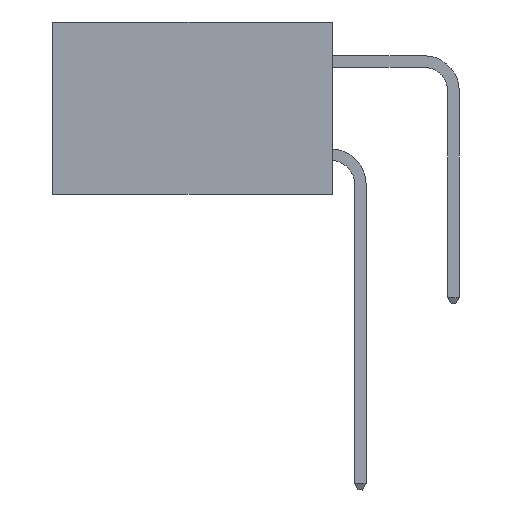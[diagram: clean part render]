
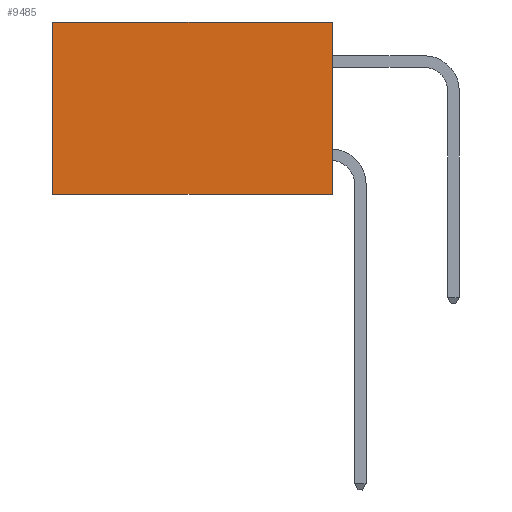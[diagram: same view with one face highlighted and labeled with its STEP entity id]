
A CAD part, left-side view. The second image highlights one B-rep face of the part: STEP entity #9485.
In plain terms, the highlighted planar face has unit normal (-1, 0, 0).
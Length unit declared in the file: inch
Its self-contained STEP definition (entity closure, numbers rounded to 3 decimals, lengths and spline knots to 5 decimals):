
#626 = VECTOR ( 'NONE', #18250, 39.37008 ) ;
#1128 = VECTOR ( 'NONE', #19483, 39.37008 ) ;
#2142 = CARTESIAN_POINT ( 'NONE',  ( 0.2615, 0., -0.37 ) ) ;
#2408 = EDGE_CURVE ( 'NONE', #7289, #12222, #24842, .T. ) ;
#2576 = AXIS2_PLACEMENT_3D ( 'NONE', #16338, #2997, #14241 ) ;
#2997 = DIRECTION ( 'NONE',  ( 1., 0., 0. ) ) ;
#3942 = EDGE_CURVE ( 'NONE', #22872, #12222, #15781, .T. ) ;
#4480 = PLANE ( 'NONE',  #2576 ) ;
#6491 = LINE ( 'NONE', #2142, #11499 ) ;
#7289 = VERTEX_POINT ( 'NONE', #18489 ) ;
#9485 = ADVANCED_FACE ( 'NONE', ( #14369 ), #4480, .F. ) ;
#10654 = CARTESIAN_POINT ( 'NONE',  ( 0.2615, 0.6, -0.37 ) ) ;
#11499 = VECTOR ( 'NONE', #22409, 39.37008 ) ;
#11814 = CARTESIAN_POINT ( 'NONE',  ( 0.2615, 0., -0.37 ) ) ;
#12222 = VERTEX_POINT ( 'NONE', #10654 ) ;
#13746 = CARTESIAN_POINT ( 'NONE',  ( 0.2615, 0., 0. ) ) ;
#13945 = ORIENTED_EDGE ( 'NONE', *, *, #2408, .T. ) ;
#14241 = DIRECTION ( 'NONE',  ( 0., 0., -1. ) ) ;
#14369 = FACE_OUTER_BOUND ( 'NONE', #18227, .T. ) ;
#15781 = LINE ( 'NONE', #19734, #1128 ) ;
#16281 = LINE ( 'NONE', #22585, #626 ) ;
#16338 = CARTESIAN_POINT ( 'NONE',  ( 0.2615, 0., -0.37 ) ) ;
#17015 = EDGE_CURVE ( 'NONE', #23841, #22872, #6491, .T. ) ;
#18227 = EDGE_LOOP ( 'NONE', ( #13945, #25522, #25348, #23093 ) ) ;
#18250 = DIRECTION ( 'NONE',  ( 0., 1., 0. ) ) ;
#18489 = CARTESIAN_POINT ( 'NONE',  ( 0.2615, 0.6, 0. ) ) ;
#19320 = VECTOR ( 'NONE', #22882, 39.37008 ) ;
#19483 = DIRECTION ( 'NONE',  ( 0., 1., 0. ) ) ;
#19734 = CARTESIAN_POINT ( 'NONE',  ( 0.2615, 0., -0.37 ) ) ;
#21596 = EDGE_CURVE ( 'NONE', #23841, #7289, #16281, .T. ) ;
#22409 = DIRECTION ( 'NONE',  ( 0., 0., -1. ) ) ;
#22585 = CARTESIAN_POINT ( 'NONE',  ( 0.2615, 0., 0. ) ) ;
#22872 = VERTEX_POINT ( 'NONE', #11814 ) ;
#22882 = DIRECTION ( 'NONE',  ( 0., 0., -1. ) ) ;
#23093 = ORIENTED_EDGE ( 'NONE', *, *, #21596, .T. ) ;
#23841 = VERTEX_POINT ( 'NONE', #13746 ) ;
#24712 = CARTESIAN_POINT ( 'NONE',  ( 0.2615, 0.6, -0.37 ) ) ;
#24842 = LINE ( 'NONE', #24712, #19320 ) ;
#25348 = ORIENTED_EDGE ( 'NONE', *, *, #17015, .F. ) ;
#25522 = ORIENTED_EDGE ( 'NONE', *, *, #3942, .F. ) ;
